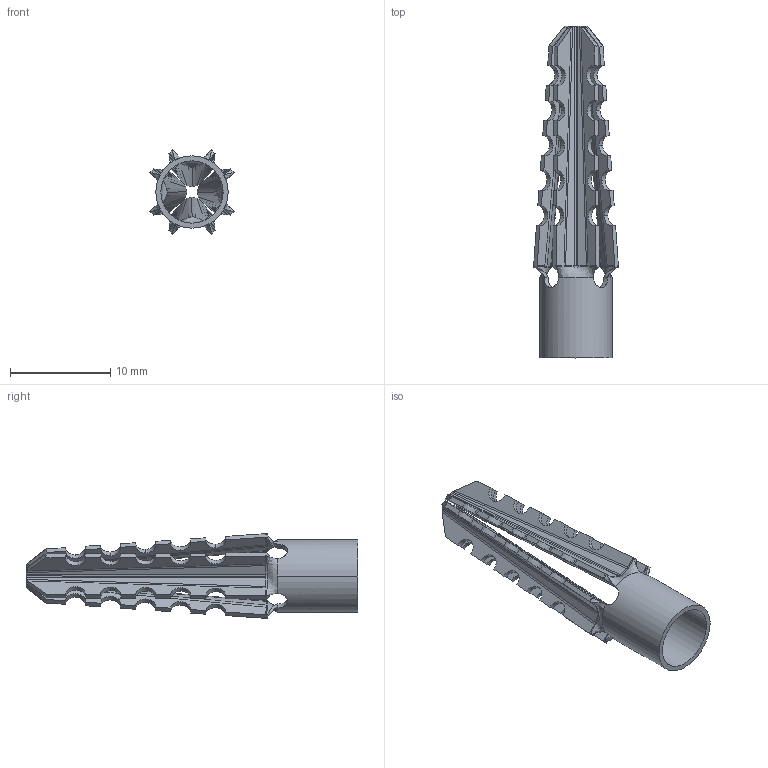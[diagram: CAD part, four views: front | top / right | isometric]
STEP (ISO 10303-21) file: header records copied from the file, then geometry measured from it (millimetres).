
FILE_DESCRIPTION (( 'STEP AP214' ), '1' );
FILE_NAME ('Metallspreizdübel.STEP', '2025-11-11T14:15:55', ( '' ), ( '' ), 'SwSTEP 2.0', 'SolidWorks 2024', '' );
FILE_SCHEMA (( 'AUTOMOTIVE_DESIGN' ));
Length unit declared in the file: millimetre
Products named in the file (1): Metallspreizdübel
Bounding box: 8.44 x 33.05 x 8.44 mm (x, y, z)
Volume: 294.9 mm3; surface area: 1332.5 mm2
Topology: 1 solids, 1 shells, 305 faces, 788 edges, 484 vertices
Faces by surface type: plane 133, cylinder 104, bspline 68
Entity records: 11709 total; most frequent: CARTESIAN_POINT 4974, ORIENTED_EDGE 1576, DIRECTION 1168, EDGE_CURVE 788, VERTEX_POINT 484, VECTOR 420, LINE 420, AXIS2_PLACEMENT_3D 374
